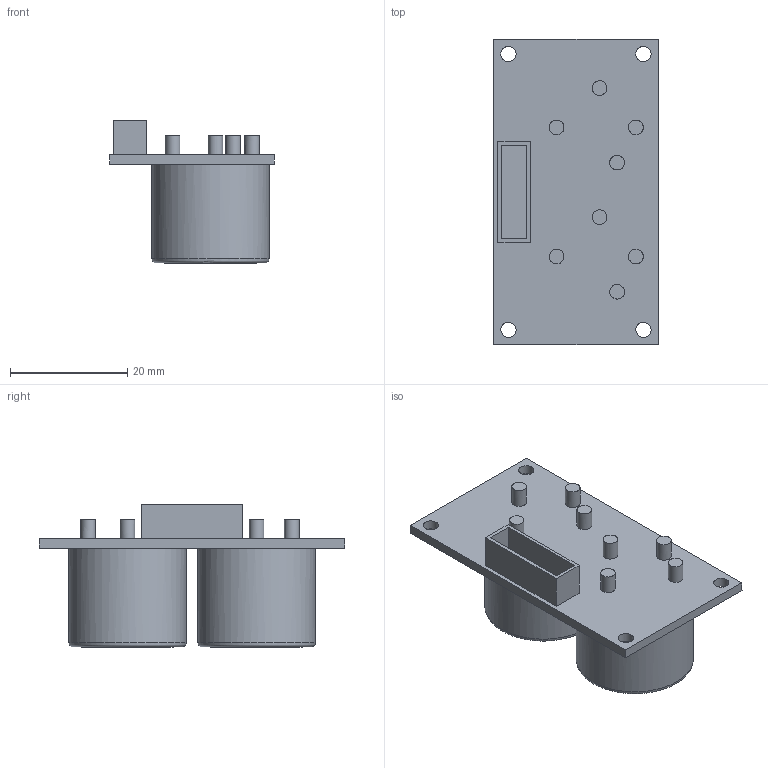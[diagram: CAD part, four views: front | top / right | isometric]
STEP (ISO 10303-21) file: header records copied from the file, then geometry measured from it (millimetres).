
FILE_DESCRIPTION(/* description */ (''),/* implementation_level */ '2;1');
FILE_NAME(/* name */ 'ES-01 sensor_gas',/* time_stamp */ '2025-01-14T18:48:45-08:00',/* author */ (''),/* organization */ (''),/* preprocessor_version */ 'ST-DEVELOPER v16.5',/* originating_system */ 'Rhino 7.37',/* authorisation */ '');
FILE_SCHEMA (('CONFIG_CONTROL_DESIGN'));
Length unit declared in the file: millimetre
Products named in the file (1): Document
Bounding box: 28 x 52 x 24.35 mm (x, y, z)
Volume: 13228.9 mm3; surface area: 7501.1 mm2
Topology: 12 solids, 12 shells, 57 faces, 88 edges, 58 vertices
Faces by surface type: plane 39, cylinder 16, bspline 2
Full cylindrical faces by diameter (mm): 2.5 x8, 2.6 x4, 15.6 x2, 20 x2
Entity records: 1898 total; most frequent: CARTESIAN_POINT 775, ORIENTED_EDGE 176, EDGE_CURVE 88, EDGE_LOOP 68, DIRECTION 59, VERTEX_POINT 58, ADVANCED_FACE 57, FACE_OUTER_BOUND 57
